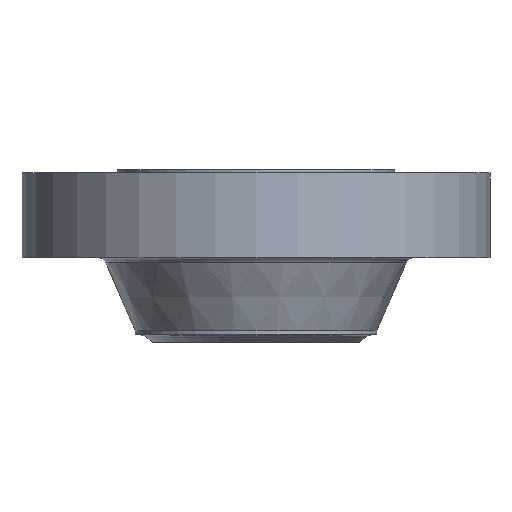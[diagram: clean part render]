
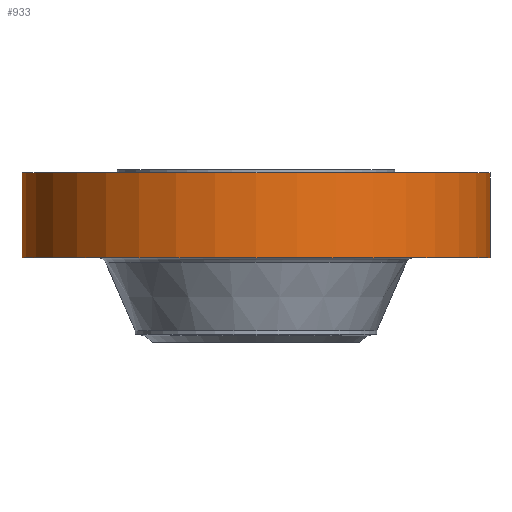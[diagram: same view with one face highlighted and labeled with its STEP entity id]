
A CAD part, front view. The second image highlights one B-rep face of the part: STEP entity #933.
In plain terms, the highlighted cylindrical face has radius 492.125 mm (diameter 984.25 mm), a partial arc.
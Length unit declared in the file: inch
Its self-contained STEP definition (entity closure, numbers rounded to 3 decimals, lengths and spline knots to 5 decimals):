
#13 = EDGE_CURVE ( 'NONE', #728, #703, #292, .T. ) ;
#31 = VERTEX_POINT ( 'NONE', #42 ) ;
#42 = CARTESIAN_POINT ( 'NONE',  ( 19.375, 0., -7.25 ) ) ;
#273 = ORIENTED_EDGE ( 'NONE', *, *, #1241, .F. ) ;
#292 = CIRCLE ( 'NONE', #1201, 19.375 ) ;
#423 = ORIENTED_EDGE ( 'NONE', *, *, #855, .T. ) ;
#433 = DIRECTION ( 'NONE',  ( 0., 0., 1. ) ) ;
#439 = DIRECTION ( 'NONE',  ( 1., 0., 0. ) ) ;
#496 = VERTEX_POINT ( 'NONE', #1477 ) ;
#567 = VECTOR ( 'NONE', #1446, 39.37008 ) ;
#576 = CARTESIAN_POINT ( 'NONE',  ( 19.375, 0., -0.25 ) ) ;
#595 = CARTESIAN_POINT ( 'NONE',  ( 0., 0., -7.25 ) ) ;
#667 = CARTESIAN_POINT ( 'NONE',  ( 0., 0., 0. ) ) ;
#693 = EDGE_CURVE ( 'NONE', #496, #31, #1762, .T. ) ;
#703 = VERTEX_POINT ( 'NONE', #576 ) ;
#728 = VERTEX_POINT ( 'NONE', #1180 ) ;
#779 = LINE ( 'NONE', #1337, #1473 ) ;
#803 = FACE_OUTER_BOUND ( 'NONE', #1080, .T. ) ;
#823 = ORIENTED_EDGE ( 'NONE', *, *, #13, .F. ) ;
#855 = EDGE_CURVE ( 'NONE', #31, #703, #779, .T. ) ;
#933 = ADVANCED_FACE ( 'NONE', ( #803 ), #1077, .T. ) ;
#945 = DIRECTION ( 'NONE',  ( 0., 0., 1. ) ) ;
#973 = AXIS2_PLACEMENT_3D ( 'NONE', #595, #433, #985 ) ;
#985 = DIRECTION ( 'NONE',  ( 1., 0., 0. ) ) ;
#991 = DIRECTION ( 'NONE',  ( 0., 0., 1. ) ) ;
#1077 = CYLINDRICAL_SURFACE ( 'NONE', #1444, 19.375 ) ;
#1080 = EDGE_LOOP ( 'NONE', ( #273, #1402, #423, #823 ) ) ;
#1180 = CARTESIAN_POINT ( 'NONE',  ( -19.375, 0., -0.25 ) ) ;
#1201 = AXIS2_PLACEMENT_3D ( 'NONE', #1690, #991, #439 ) ;
#1241 = EDGE_CURVE ( 'NONE', #496, #728, #1308, .T. ) ;
#1308 = LINE ( 'NONE', #1456, #567 ) ;
#1337 = CARTESIAN_POINT ( 'NONE',  ( 19.375, 0., 0. ) ) ;
#1402 = ORIENTED_EDGE ( 'NONE', *, *, #693, .T. ) ;
#1444 = AXIS2_PLACEMENT_3D ( 'NONE', #667, #945, #1767 ) ;
#1446 = DIRECTION ( 'NONE',  ( 0., 0., 1. ) ) ;
#1456 = CARTESIAN_POINT ( 'NONE',  ( -19.375, 0., 0. ) ) ;
#1473 = VECTOR ( 'NONE', #1626, 39.37008 ) ;
#1477 = CARTESIAN_POINT ( 'NONE',  ( -19.375, 0., -7.25 ) ) ;
#1626 = DIRECTION ( 'NONE',  ( 0., 0., 1. ) ) ;
#1690 = CARTESIAN_POINT ( 'NONE',  ( 0., 0., -0.25 ) ) ;
#1762 = CIRCLE ( 'NONE', #973, 19.375 ) ;
#1767 = DIRECTION ( 'NONE',  ( 1., 0., 0. ) ) ;
